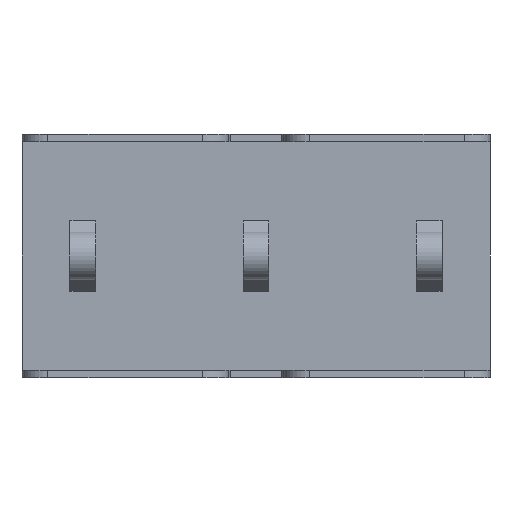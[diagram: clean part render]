
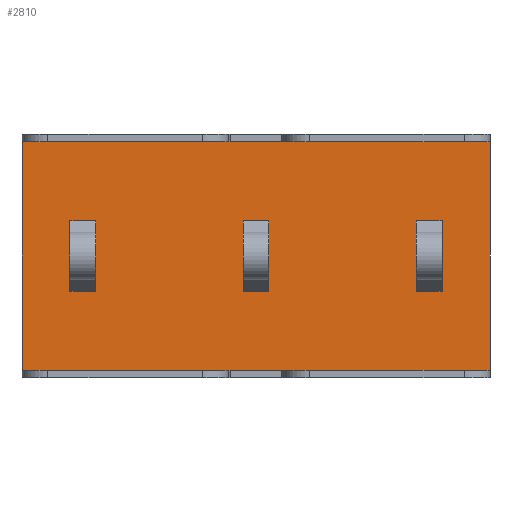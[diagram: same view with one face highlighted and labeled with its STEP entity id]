
A CAD part, front view. The second image highlights one B-rep face of the part: STEP entity #2810.
In plain terms, the highlighted planar face has unit normal (0, -1, 0).
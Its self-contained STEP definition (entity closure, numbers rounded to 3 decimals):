
#3 = CARTESIAN_POINT ( 'NONE',  ( -450.483, -114.064, 2.45 ) ) ;
#23 = VERTEX_POINT ( 'NONE', #3460 ) ;
#48 = VECTOR ( 'NONE', #3347, 1000. ) ;
#49 = CARTESIAN_POINT ( 'NONE',  ( -446.383, -114.064, 0.3 ) ) ;
#106 = ORIENTED_EDGE ( 'NONE', *, *, #3618, .T. ) ;
#120 = DIRECTION ( 'NONE',  ( 1., 0., 0. ) ) ;
#124 = CARTESIAN_POINT ( 'NONE',  ( -433.683, -114.064, 6.5 ) ) ;
#155 = ORIENTED_EDGE ( 'NONE', *, *, #3399, .T. ) ;
#174 = VERTEX_POINT ( 'NONE', #2436 ) ;
#179 = EDGE_CURVE ( 'NONE', #3336, #1156, #2727, .T. ) ;
#183 = VERTEX_POINT ( 'NONE', #3290 ) ;
#203 = DIRECTION ( 'NONE',  ( 1., 0., 0. ) ) ;
#219 = EDGE_LOOP ( 'NONE', ( #627, #501, #2435, #719 ) ) ;
#227 = CARTESIAN_POINT ( 'NONE',  ( -439.683, -114.064, -10.65 ) ) ;
#282 = EDGE_CURVE ( 'NONE', #2180, #174, #1069, .T. ) ;
#295 = EDGE_CURVE ( 'NONE', #3122, #1234, #3124, .T. ) ;
#325 = CARTESIAN_POINT ( 'NONE',  ( -446.383, -114.064, 6.8 ) ) ;
#371 = EDGE_CURVE ( 'NONE', #1463, #3104, #3742, .T. ) ;
#410 = VECTOR ( 'NONE', #3098, 1000. ) ;
#417 = CARTESIAN_POINT ( 'NONE',  ( -433.683, -114.064, 6.8 ) ) ;
#424 = LINE ( 'NONE', #2951, #2821 ) ;
#454 = VECTOR ( 'NONE', #1344, 1000. ) ;
#462 = CARTESIAN_POINT ( 'NONE',  ( -450.483, -114.064, 2.45 ) ) ;
#501 = ORIENTED_EDGE ( 'NONE', *, *, #2580, .T. ) ;
#512 = VECTOR ( 'NONE', #3174, 1000. ) ;
#514 = DIRECTION ( 'NONE',  ( 0., 0., 1. ) ) ;
#547 = CARTESIAN_POINT ( 'NONE',  ( -446.383, -114.064, 0.3 ) ) ;
#561 = CARTESIAN_POINT ( 'NONE',  ( -439.683, -114.064, 4.35 ) ) ;
#579 = DIRECTION ( 'NONE',  ( 0., 0., -1. ) ) ;
#591 = VECTOR ( 'NONE', #1375, 1000. ) ;
#627 = ORIENTED_EDGE ( 'NONE', *, *, #282, .F. ) ;
#637 = VECTOR ( 'NONE', #3645, 1000. ) ;
#676 = DIRECTION ( 'NONE',  ( 0., 0., -1. ) ) ;
#685 = FACE_BOUND ( 'NONE', #2062, .T. ) ;
#713 = VECTOR ( 'NONE', #1437, 1000. ) ;
#719 = ORIENTED_EDGE ( 'NONE', *, *, #3609, .F. ) ;
#788 = CARTESIAN_POINT ( 'NONE',  ( -433.683, -114.064, 0.3 ) ) ;
#825 = CARTESIAN_POINT ( 'NONE',  ( -444.383, -114.064, 2.45 ) ) ;
#854 = EDGE_CURVE ( 'NONE', #1156, #3104, #3154, .T. ) ;
#866 = LINE ( 'NONE', #3, #713 ) ;
#933 = VECTOR ( 'NONE', #2491, 1000. ) ;
#969 = FACE_OUTER_BOUND ( 'NONE', #1560, .T. ) ;
#999 = DIRECTION ( 'NONE',  ( 1., 0., 0. ) ) ;
#1018 = CARTESIAN_POINT ( 'NONE',  ( -435.683, -114.064, 4.35 ) ) ;
#1069 = LINE ( 'NONE', #1018, #933 ) ;
#1102 = VERTEX_POINT ( 'NONE', #1980 ) ;
#1107 = EDGE_CURVE ( 'NONE', #3351, #183, #2839, .T. ) ;
#1122 = VERTEX_POINT ( 'NONE', #3401 ) ;
#1130 = ORIENTED_EDGE ( 'NONE', *, *, #3462, .F. ) ;
#1156 = VERTEX_POINT ( 'NONE', #788 ) ;
#1172 = EDGE_CURVE ( 'NONE', #2660, #3351, #3107, .T. ) ;
#1234 = VERTEX_POINT ( 'NONE', #561 ) ;
#1282 = FACE_BOUND ( 'NONE', #219, .T. ) ;
#1297 = PLANE ( 'NONE',  #3384 ) ;
#1311 = CARTESIAN_POINT ( 'NONE',  ( -450.483, -114.064, 4.35 ) ) ;
#1344 = DIRECTION ( 'NONE',  ( 1., 0., 0. ) ) ;
#1375 = DIRECTION ( 'NONE',  ( 0., 0., 1. ) ) ;
#1387 = ORIENTED_EDGE ( 'NONE', *, *, #1107, .F. ) ;
#1392 = LINE ( 'NONE', #3137, #410 ) ;
#1437 = DIRECTION ( 'NONE',  ( 1., 0., 0. ) ) ;
#1463 = VERTEX_POINT ( 'NONE', #1787 ) ;
#1473 = EDGE_CURVE ( 'NONE', #1102, #2660, #424, .T. ) ;
#1501 = CARTESIAN_POINT ( 'NONE',  ( -440.383, -114.064, 4.35 ) ) ;
#1544 = LINE ( 'NONE', #2713, #3503 ) ;
#1560 = EDGE_LOOP ( 'NONE', ( #3437, #2317, #2494, #1865 ) ) ;
#1635 = ORIENTED_EDGE ( 'NONE', *, *, #1172, .F. ) ;
#1644 = CARTESIAN_POINT ( 'NONE',  ( -434.983, -114.064, 2.45 ) ) ;
#1664 = VECTOR ( 'NONE', #203, 1000. ) ;
#1696 = CARTESIAN_POINT ( 'NONE',  ( -450.483, -114.064, 4.35 ) ) ;
#1787 = CARTESIAN_POINT ( 'NONE',  ( -446.383, -114.064, 6.5 ) ) ;
#1865 = ORIENTED_EDGE ( 'NONE', *, *, #2324, .F. ) ;
#1873 = FACE_BOUND ( 'NONE', #2272, .T. ) ;
#1980 = CARTESIAN_POINT ( 'NONE',  ( -445.083, -114.064, 4.35 ) ) ;
#2062 = EDGE_LOOP ( 'NONE', ( #1387, #1635, #2625, #155 ) ) ;
#2106 = CARTESIAN_POINT ( 'NONE',  ( -450.483, -114.064, 2.45 ) ) ;
#2160 = LINE ( 'NONE', #2106, #48 ) ;
#2163 = VECTOR ( 'NONE', #2425, 1000. ) ;
#2178 = CARTESIAN_POINT ( 'NONE',  ( -444.383, -114.064, 2.45 ) ) ;
#2180 = VERTEX_POINT ( 'NONE', #2341 ) ;
#2257 = CARTESIAN_POINT ( 'NONE',  ( -440.383, -114.064, 2.45 ) ) ;
#2272 = EDGE_LOOP ( 'NONE', ( #1130, #2852, #106, #2752 ) ) ;
#2317 = ORIENTED_EDGE ( 'NONE', *, *, #854, .F. ) ;
#2324 = EDGE_CURVE ( 'NONE', #1463, #3336, #1544, .T. ) ;
#2341 = CARTESIAN_POINT ( 'NONE',  ( -435.683, -114.064, 4.35 ) ) ;
#2361 = VERTEX_POINT ( 'NONE', #3756 ) ;
#2425 = DIRECTION ( 'NONE',  ( 0., 0., 1. ) ) ;
#2431 = EDGE_CURVE ( 'NONE', #1122, #2361, #3451, .T. ) ;
#2435 = ORIENTED_EDGE ( 'NONE', *, *, #2431, .F. ) ;
#2436 = CARTESIAN_POINT ( 'NONE',  ( -435.683, -114.064, 2.45 ) ) ;
#2441 = CARTESIAN_POINT ( 'NONE',  ( -440.383, -114.064, -10.65 ) ) ;
#2454 = CARTESIAN_POINT ( 'NONE',  ( -433.683, -114.064, 6.8 ) ) ;
#2491 = DIRECTION ( 'NONE',  ( 0., 0., -1. ) ) ;
#2494 = ORIENTED_EDGE ( 'NONE', *, *, #179, .F. ) ;
#2503 = VECTOR ( 'NONE', #3628, 1000. ) ;
#2507 = VECTOR ( 'NONE', #3106, 1000. ) ;
#2555 = LINE ( 'NONE', #1696, #1664 ) ;
#2580 = EDGE_CURVE ( 'NONE', #2180, #2361, #2555, .T. ) ;
#2625 = ORIENTED_EDGE ( 'NONE', *, *, #1473, .F. ) ;
#2660 = VERTEX_POINT ( 'NONE', #2827 ) ;
#2693 = DIRECTION ( 'NONE',  ( 0., 1., 0. ) ) ;
#2713 = CARTESIAN_POINT ( 'NONE',  ( -433.683, -114.064, 6.5 ) ) ;
#2727 = LINE ( 'NONE', #2454, #2503 ) ;
#2752 = ORIENTED_EDGE ( 'NONE', *, *, #295, .T. ) ;
#2768 = LINE ( 'NONE', #2441, #2163 ) ;
#2810 = ADVANCED_FACE ( 'NONE', ( #1282, #1873, #685, #969 ), #1297, .F. ) ;
#2821 = VECTOR ( 'NONE', #676, 1000. ) ;
#2827 = CARTESIAN_POINT ( 'NONE',  ( -445.083, -114.064, 2.45 ) ) ;
#2839 = LINE ( 'NONE', #825, #637 ) ;
#2852 = ORIENTED_EDGE ( 'NONE', *, *, #3486, .F. ) ;
#2951 = CARTESIAN_POINT ( 'NONE',  ( -445.083, -114.064, 4.35 ) ) ;
#2963 = VERTEX_POINT ( 'NONE', #2257 ) ;
#3098 = DIRECTION ( 'NONE',  ( 1., 0., 0. ) ) ;
#3104 = VERTEX_POINT ( 'NONE', #49 ) ;
#3106 = DIRECTION ( 'NONE',  ( 1., 0., 0. ) ) ;
#3107 = LINE ( 'NONE', #462, #454 ) ;
#3114 = LINE ( 'NONE', #227, #591 ) ;
#3122 = VERTEX_POINT ( 'NONE', #1501 ) ;
#3124 = LINE ( 'NONE', #1311, #2507 ) ;
#3137 = CARTESIAN_POINT ( 'NONE',  ( -450.483, -114.064, 4.35 ) ) ;
#3154 = LINE ( 'NONE', #547, #512 ) ;
#3174 = DIRECTION ( 'NONE',  ( -1., 0., 0. ) ) ;
#3263 = VECTOR ( 'NONE', #514, 1000. ) ;
#3290 = CARTESIAN_POINT ( 'NONE',  ( -444.383, -114.064, 4.35 ) ) ;
#3336 = VERTEX_POINT ( 'NONE', #124 ) ;
#3347 = DIRECTION ( 'NONE',  ( 1., 0., 0. ) ) ;
#3351 = VERTEX_POINT ( 'NONE', #2178 ) ;
#3367 = VECTOR ( 'NONE', #579, 1000. ) ;
#3384 = AXIS2_PLACEMENT_3D ( 'NONE', #417, #2693, #120 ) ;
#3399 = EDGE_CURVE ( 'NONE', #1102, #183, #1392, .T. ) ;
#3401 = CARTESIAN_POINT ( 'NONE',  ( -434.983, -114.064, 2.45 ) ) ;
#3437 = ORIENTED_EDGE ( 'NONE', *, *, #371, .T. ) ;
#3451 = LINE ( 'NONE', #1644, #3263 ) ;
#3460 = CARTESIAN_POINT ( 'NONE',  ( -439.683, -114.064, 2.45 ) ) ;
#3462 = EDGE_CURVE ( 'NONE', #23, #1234, #3114, .T. ) ;
#3486 = EDGE_CURVE ( 'NONE', #2963, #23, #866, .T. ) ;
#3503 = VECTOR ( 'NONE', #999, 1000. ) ;
#3609 = EDGE_CURVE ( 'NONE', #174, #1122, #2160, .T. ) ;
#3618 = EDGE_CURVE ( 'NONE', #2963, #3122, #2768, .T. ) ;
#3628 = DIRECTION ( 'NONE',  ( 0., 0., -1. ) ) ;
#3645 = DIRECTION ( 'NONE',  ( 0., 0., 1. ) ) ;
#3742 = LINE ( 'NONE', #325, #3367 ) ;
#3756 = CARTESIAN_POINT ( 'NONE',  ( -434.983, -114.064, 4.35 ) ) ;
